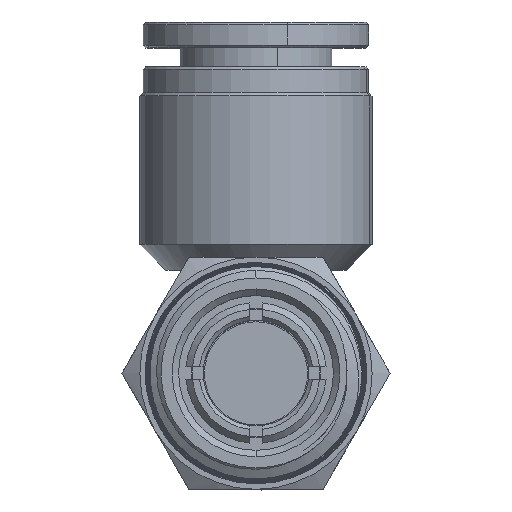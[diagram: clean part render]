
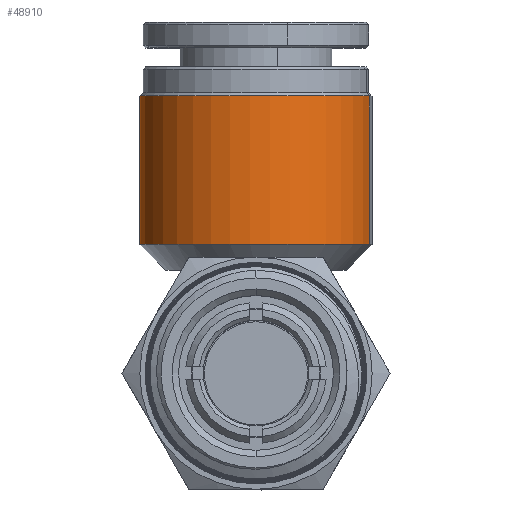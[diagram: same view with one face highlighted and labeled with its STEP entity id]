
A CAD part, top view. The second image highlights one B-rep face of the part: STEP entity #48910.
In plain terms, the highlighted cylindrical face has radius 9 mm (diameter 18 mm), a partial arc.
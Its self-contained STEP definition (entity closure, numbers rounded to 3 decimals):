
#470 = DIRECTION ( 'NONE',  ( 0., -1., 0. ) ) ;
#2441 = CARTESIAN_POINT ( 'NONE',  ( -8.772, 21.5, -10.014 ) ) ;
#4541 = LINE ( 'NONE', #28741, #43628 ) ;
#8112 = VERTEX_POINT ( 'NONE', #40369 ) ;
#9011 = AXIS2_PLACEMENT_3D ( 'NONE', #34495, #470, #38938 ) ;
#9524 = CARTESIAN_POINT ( 'NONE',  ( -8.772, 23.75, -10.014 ) ) ;
#9608 = ORIENTED_EDGE ( 'NONE', *, *, #35351, .F. ) ;
#11311 = DIRECTION ( 'NONE',  ( 0., -1., 0. ) ) ;
#15989 = EDGE_CURVE ( 'NONE', #8112, #38886, #39724, .T. ) ;
#16160 = CIRCLE ( 'NONE', #39984, 9. ) ;
#18660 = FACE_OUTER_BOUND ( 'NONE', #48653, .T. ) ;
#20892 = DIRECTION ( 'NONE',  ( 0., 1., 0. ) ) ;
#20930 = ORIENTED_EDGE ( 'NONE', *, *, #15989, .T. ) ;
#21111 = AXIS2_PLACEMENT_3D ( 'NONE', #43576, #20892, #47402 ) ;
#23432 = VERTEX_POINT ( 'NONE', #43502 ) ;
#26135 = EDGE_CURVE ( 'NONE', #23432, #27570, #16160, .T. ) ;
#27570 = VERTEX_POINT ( 'NONE', #2441 ) ;
#28741 = CARTESIAN_POINT ( 'NONE',  ( 8.772, 23.75, -5.986 ) ) ;
#30814 = CARTESIAN_POINT ( 'NONE',  ( 8.772, 10., -5.986 ) ) ;
#32012 = LINE ( 'NONE', #9524, #40878 ) ;
#33994 = CARTESIAN_POINT ( 'NONE',  ( 0., 21.5, -8. ) ) ;
#34495 = CARTESIAN_POINT ( 'NONE',  ( 0., 23.75, -8. ) ) ;
#35351 = EDGE_CURVE ( 'NONE', #23432, #38886, #4541, .T. ) ;
#36002 = DIRECTION ( 'NONE',  ( 0., -1., 0. ) ) ;
#36293 = DIRECTION ( 'NONE',  ( 0., -1., 0. ) ) ;
#37768 = DIRECTION ( 'NONE',  ( 0.975, 0., 0.224 ) ) ;
#38886 = VERTEX_POINT ( 'NONE', #30814 ) ;
#38938 = DIRECTION ( 'NONE',  ( -0.975, 0., -0.224 ) ) ;
#39724 = CIRCLE ( 'NONE', #21111, 9. ) ;
#39984 = AXIS2_PLACEMENT_3D ( 'NONE', #33994, #11311, #37768 ) ;
#40369 = CARTESIAN_POINT ( 'NONE',  ( -8.772, 10., -10.014 ) ) ;
#40878 = VECTOR ( 'NONE', #36002, 1000. ) ;
#42969 = ORIENTED_EDGE ( 'NONE', *, *, #42987, .T. ) ;
#42987 = EDGE_CURVE ( 'NONE', #27570, #8112, #32012, .T. ) ;
#43502 = CARTESIAN_POINT ( 'NONE',  ( 8.772, 21.5, -5.986 ) ) ;
#43576 = CARTESIAN_POINT ( 'NONE',  ( 0., 10., -8. ) ) ;
#43628 = VECTOR ( 'NONE', #36293, 1000. ) ;
#44114 = CYLINDRICAL_SURFACE ( 'NONE', #9011, 9. ) ;
#47402 = DIRECTION ( 'NONE',  ( 0.975, 0., 0.224 ) ) ;
#47579 = ORIENTED_EDGE ( 'NONE', *, *, #26135, .T. ) ;
#48653 = EDGE_LOOP ( 'NONE', ( #9608, #47579, #42969, #20930 ) ) ;
#48910 = ADVANCED_FACE ( 'NONE', ( #18660 ), #44114, .T. ) ;
